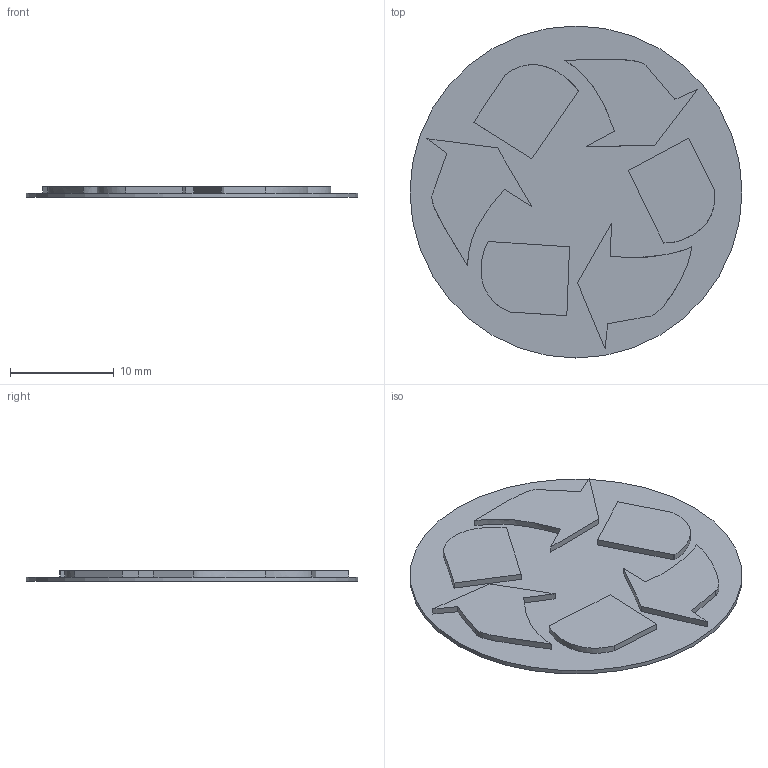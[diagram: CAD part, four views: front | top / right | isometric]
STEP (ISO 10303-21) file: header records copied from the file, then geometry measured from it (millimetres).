
FILE_DESCRIPTION(('FreeCAD Model'),'2;1');
FILE_NAME('Recycle-Simbol.step','2018-08-22T13:42:04',('Author'),(''), 'Open CASCADE STEP processor 7.3','FreeCAD','Unknown');
FILE_SCHEMA(('AUTOMOTIVE_DESIGN_CC2 { 1 2 10303 214 -1 1 5 4 }'));
Length unit declared in the file: millimetre
Products named in the file (1): Recycle-Simbol
Bounding box: 32 x 32 x 1 mm (x, y, z)
Volume: 516.8 mm3; surface area: 1770.2 mm2
Topology: 1 solids, 1 shells, 49 faces, 139 edges, 104 vertices
Faces by surface type: extrusion 34, plane 14, cylinder 1
Full cylindrical faces by diameter (mm): 32 x1
Entity records: 13502 total; most frequent: CARTESIAN_POINT 11182, B_SPLINE_CURVE_WITH_KNOTS 306, ORIENTED_EDGE 278, PCURVE 278, DEFINITIONAL_REPRESENTATION 278, DIRECTION 213, VECTOR 175, LINE 141
